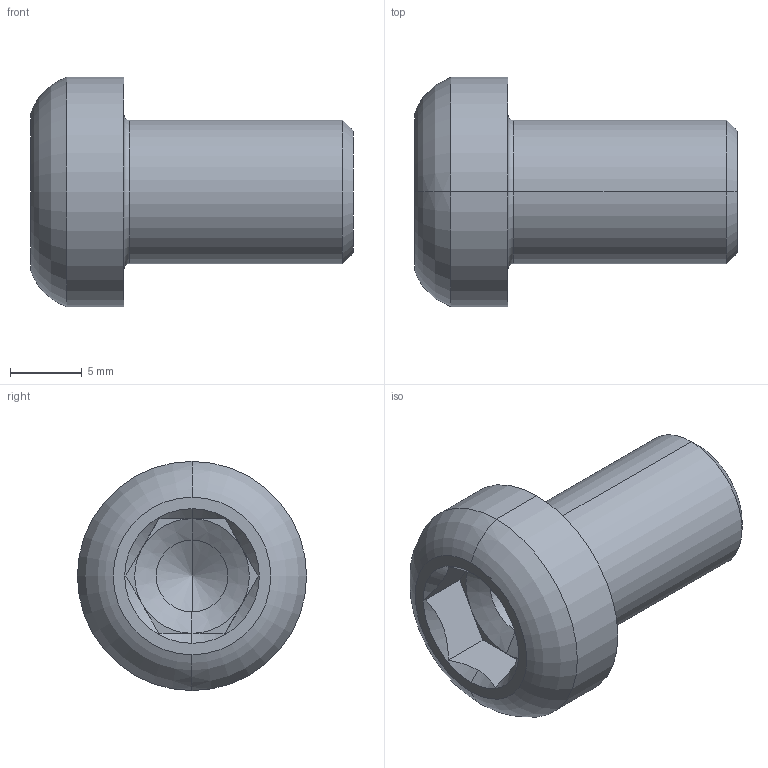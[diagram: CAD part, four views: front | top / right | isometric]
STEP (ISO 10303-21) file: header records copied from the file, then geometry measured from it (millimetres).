
FILE_DESCRIPTION (( 'STEP AP214' ), '1' );
FILE_NAME ('F55.ER1.101.016.STEP', '2021-03-31T07:05:46', ( '' ), ( '' ), 'SwSTEP 2.0', 'SolidWorks 2017', '' );
FILE_SCHEMA (( 'AUTOMOTIVE_DESIGN' ));
Length unit declared in the file: millimetre
Products named in the file (1): F55.ER1.101.016
Bounding box: 22.5 x 16 x 16 mm (x, y, z)
Volume: 2168.7 mm3; surface area: 1278.2 mm2
Topology: 1 solids, 1 shells, 33 faces, 72 edges, 41 vertices
Faces by surface type: plane 15, cone 8, cylinder 6, torus 4
Entity records: 990 total; most frequent: CARTESIAN_POINT 217, DIRECTION 160, ORIENTED_EDGE 140, EDGE_CURVE 70, AXIS2_PLACEMENT_3D 64, VERTEX_POINT 41, EDGE_LOOP 35, FACE_OUTER_BOUND 33
